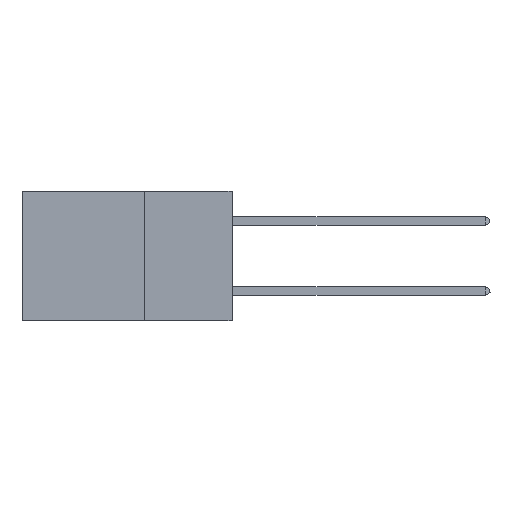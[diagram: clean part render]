
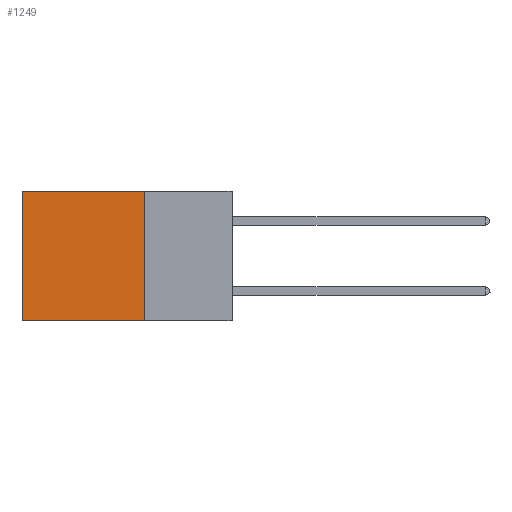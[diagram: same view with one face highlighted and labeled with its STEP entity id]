
A CAD part, left-side view. The second image highlights one B-rep face of the part: STEP entity #1249.
In plain terms, the highlighted planar face has unit normal (-1, 0, 0).
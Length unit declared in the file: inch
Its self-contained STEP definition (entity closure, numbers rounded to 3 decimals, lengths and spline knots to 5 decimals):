
#2 = VERTEX_POINT ( 'NONE', #9330 ) ;
#229 = ORIENTED_EDGE ( 'NONE', *, *, #4772, .T. ) ;
#248 = VERTEX_POINT ( 'NONE', #6075 ) ;
#352 = CARTESIAN_POINT ( 'NONE',  ( 0.2875, 0.6, 0. ) ) ;
#640 = CARTESIAN_POINT ( 'NONE',  ( 0.2875, 0.25, -0.37 ) ) ;
#729 = DIRECTION ( 'NONE',  ( 0., 0., -1. ) ) ;
#1249 = ADVANCED_FACE ( 'NONE', ( #18467 ), #6478, .F. ) ;
#1406 = VECTOR ( 'NONE', #13903, 39.37008 ) ;
#1824 = DIRECTION ( 'NONE',  ( 0., 1., 0. ) ) ;
#3026 = EDGE_CURVE ( 'NONE', #2, #248, #3731, .T. ) ;
#3731 = LINE ( 'NONE', #640, #9414 ) ;
#3887 = VERTEX_POINT ( 'NONE', #352 ) ;
#4772 = EDGE_CURVE ( 'NONE', #16948, #3887, #14264, .T. ) ;
#5452 = LINE ( 'NONE', #18481, #1406 ) ;
#5934 = ORIENTED_EDGE ( 'NONE', *, *, #15105, .F. ) ;
#6075 = CARTESIAN_POINT ( 'NONE',  ( 0.2875, 0.6, -0.37 ) ) ;
#6280 = EDGE_LOOP ( 'NONE', ( #16319, #8293, #5934, #229 ) ) ;
#6478 = PLANE ( 'NONE',  #17024 ) ;
#6543 = CARTESIAN_POINT ( 'NONE',  ( 0.2875, 0.25, 0. ) ) ;
#8293 = ORIENTED_EDGE ( 'NONE', *, *, #3026, .F. ) ;
#9330 = CARTESIAN_POINT ( 'NONE',  ( 0.2875, 0.25, -0.37 ) ) ;
#9414 = VECTOR ( 'NONE', #13691, 39.37008 ) ;
#10884 = CARTESIAN_POINT ( 'NONE',  ( 0.2875, 0.25, 0. ) ) ;
#13659 = LINE ( 'NONE', #15534, #18206 ) ;
#13691 = DIRECTION ( 'NONE',  ( 0., 1., 0. ) ) ;
#13903 = DIRECTION ( 'NONE',  ( 0., 0., -1. ) ) ;
#14264 = LINE ( 'NONE', #16484, #14919 ) ;
#14418 = DIRECTION ( 'NONE',  ( 0., 0., -1. ) ) ;
#14919 = VECTOR ( 'NONE', #1824, 39.37008 ) ;
#15105 = EDGE_CURVE ( 'NONE', #16948, #2, #13659, .T. ) ;
#15534 = CARTESIAN_POINT ( 'NONE',  ( 0.2875, 0.25, 0. ) ) ;
#16319 = ORIENTED_EDGE ( 'NONE', *, *, #16427, .T. ) ;
#16427 = EDGE_CURVE ( 'NONE', #3887, #248, #5452, .T. ) ;
#16484 = CARTESIAN_POINT ( 'NONE',  ( 0.2875, 0.25, 0. ) ) ;
#16636 = DIRECTION ( 'NONE',  ( 1., 0., 0. ) ) ;
#16948 = VERTEX_POINT ( 'NONE', #10884 ) ;
#17024 = AXIS2_PLACEMENT_3D ( 'NONE', #6543, #16636, #729 ) ;
#18206 = VECTOR ( 'NONE', #14418, 39.37008 ) ;
#18467 = FACE_OUTER_BOUND ( 'NONE', #6280, .T. ) ;
#18481 = CARTESIAN_POINT ( 'NONE',  ( 0.2875, 0.6, 0. ) ) ;
